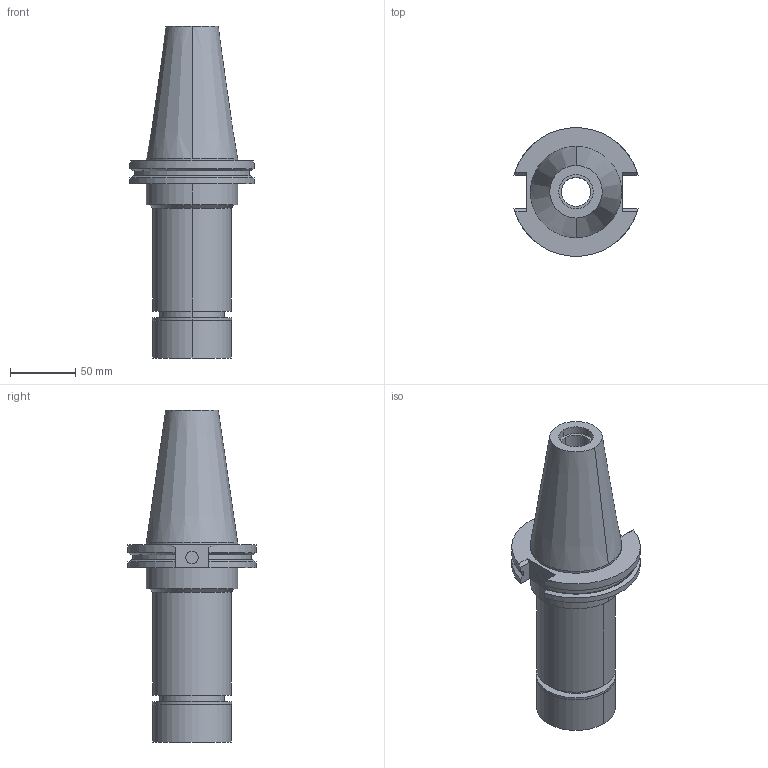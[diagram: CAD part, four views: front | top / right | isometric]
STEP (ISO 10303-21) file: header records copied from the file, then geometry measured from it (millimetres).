
FILE_DESCRIPTION (( 'STEP AP203' ), '1' );
FILE_NAME ('BCV50-MEGA25N-6.stp', '2019-06-25T12:58:58', ( '' ), ( '' ), 'SwSTEP 2.0', 'SolidWorks 2019', '' );
FILE_SCHEMA (( 'CONFIG_CONTROL_DESIGN' ));
Length unit declared in the file: millimetre
Products named in the file (7): BCV50-MEGA25N-6_1.stp; BCV50MN25060-254_ASM.stp; BCV50-MEGA25N-6-254-FreeParts; BCV50-MEGA25N-6-254.stp; MGN25_1.stp; DXF_TEMP_ASSY_ASM_4_ASM.stp; BCV50-MEGA25N-6
Assembly tree (5 placements, depth 5):
  BCV50-MEGA25N-6-254-FreeParts
  BCV50-MEGA25N-6
    BCV50-MEGA25N-6-254.stp
      BCV50MN25060-254_ASM.stp
        DXF_TEMP_ASSY_ASM_4_ASM.stp
          BCV50-MEGA25N-6_1.stp
          MGN25_1.stp
Bounding box: 94.95 x 98.08 x 254 mm (x, y, z)
Volume: 619260 mm3; surface area: 91722.3 mm2
Topology: 2 solids, 2 shells, 86 faces, 194 edges, 126 vertices
Faces by surface type: cylinder 40, plane 32, cone 14
Entity records: 3170 total; most frequent: DIRECTION 470, CARTESIAN_POINT 453, ORIENTED_EDGE 388, EDGE_CURVE 194, AXIS2_PLACEMENT_3D 191, VERTEX_POINT 126, EDGE_LOOP 104, CIRCLE 94
